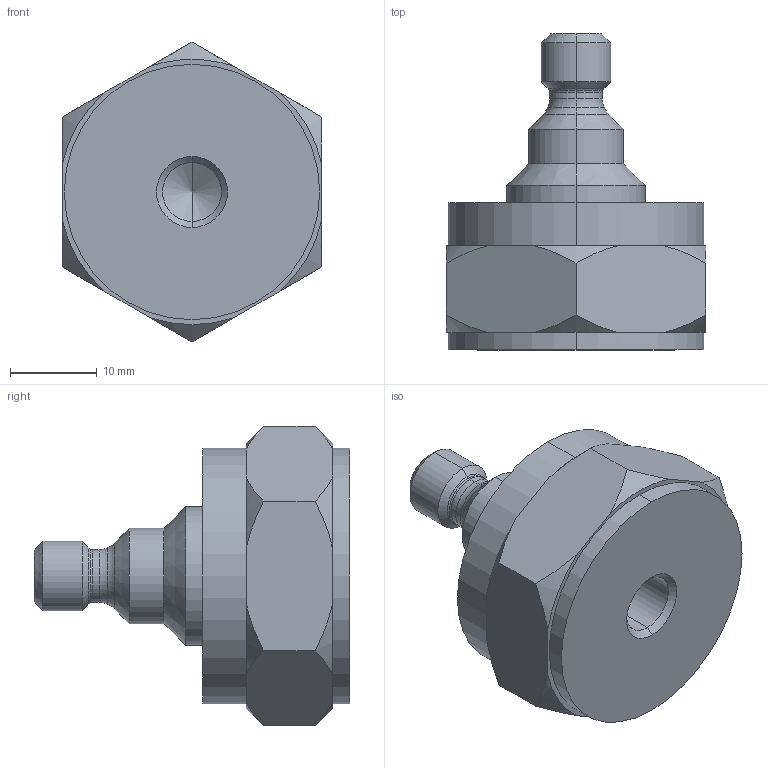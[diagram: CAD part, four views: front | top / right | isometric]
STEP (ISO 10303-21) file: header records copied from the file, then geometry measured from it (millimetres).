
FILE_DESCRIPTION((''),'2;1');
FILE_NAME('CAD-8173','2022-03-21T10:29:31',('creinig-se'),(''),'CREO PARAMETRIC BY PTC INC, 2019292','CREO PARAMETRIC BY PTC INC, 2019292','');
FILE_SCHEMA(('CONFIG_CONTROL_DESIGN','SHAPE_APPEARANCE_LAYERS_GROUPS'));
Length unit declared in the file: millimetre
Products named in the file (1): CAD-8173
Bounding box: 30 x 36.5 x 34.64 mm (x, y, z)
Volume: 13669.8 mm3; surface area: 3970.8 mm2
Topology: 1 solids, 1 shells, 57 faces, 132 edges, 79 vertices
Faces by surface type: cone 24, cylinder 14, plane 11, torus 8
Entity records: 2135 total; most frequent: CARTESIAN_POINT 374, DIRECTION 282, ORIENTED_EDGE 260, PRESENTATION_STYLE_ASSIGNMENT 131, STYLED_ITEM 131, CURVE_STYLE 130, EDGE_CURVE 130, AXIS2_PLACEMENT_3D 119
